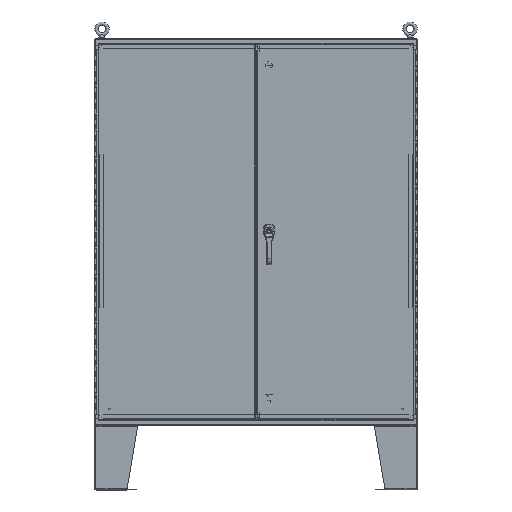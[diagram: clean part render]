
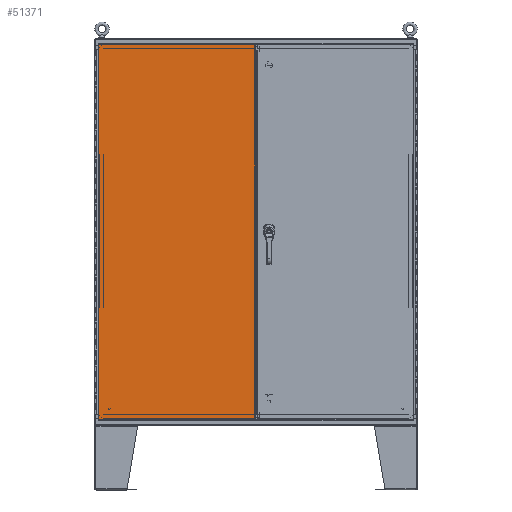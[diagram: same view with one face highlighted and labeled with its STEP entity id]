
A CAD part, top view. The second image highlights one B-rep face of the part: STEP entity #51371.
In plain terms, the highlighted planar face has unit normal (0, 0, 1).
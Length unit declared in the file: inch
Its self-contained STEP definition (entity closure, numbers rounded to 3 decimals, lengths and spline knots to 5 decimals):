
#1400 = EDGE_CURVE ( 'NONE', #3589, #23679, #9431, .T. ) ;
#1812 = ORIENTED_EDGE ( 'NONE', *, *, #76280, .T. ) ;
#1968 = FACE_OUTER_BOUND ( 'NONE', #86651, .T. ) ;
#2383 = LINE ( 'NONE', #15917, #82418 ) ;
#2626 = LINE ( 'NONE', #82314, #38242 ) ;
#3006 = EDGE_CURVE ( 'NONE', #12159, #87192, #45971, .T. ) ;
#3184 = LINE ( 'NONE', #55929, #4259 ) ;
#3589 = VERTEX_POINT ( 'NONE', #62348 ) ;
#4259 = VECTOR ( 'NONE', #62916, 39.37008 ) ;
#5784 = EDGE_CURVE ( 'NONE', #61117, #12159, #32490, .T. ) ;
#6576 = VECTOR ( 'NONE', #63520, 39.37008 ) ;
#6585 = ORIENTED_EDGE ( 'NONE', *, *, #49172, .T. ) ;
#6971 = CARTESIAN_POINT ( 'NONE',  ( 29.74002, 1.84375, 21.16033 ) ) ;
#7218 = ORIENTED_EDGE ( 'NONE', *, *, #23834, .F. ) ;
#7370 = ORIENTED_EDGE ( 'NONE', *, *, #52579, .T. ) ;
#7490 = LINE ( 'NONE', #64427, #74490 ) ;
#9257 = CARTESIAN_POINT ( 'NONE',  ( 29.77147, 35.9688, 21.16033 ) ) ;
#9431 = LINE ( 'NONE', #9257, #71012 ) ;
#9933 = DIRECTION ( 'NONE',  ( 1., 0., 0. ) ) ;
#12159 = VERTEX_POINT ( 'NONE', #74574 ) ;
#13323 = DIRECTION ( 'NONE',  ( 1., 0., 0. ) ) ;
#14111 = ORIENTED_EDGE ( 'NONE', *, *, #1400, .F. ) ;
#15917 = CARTESIAN_POINT ( 'NONE',  ( 15.14647, 70.9376, 21.16033 ) ) ;
#17069 = ORIENTED_EDGE ( 'NONE', *, *, #67250, .F. ) ;
#17191 = VERTEX_POINT ( 'NONE', #42916 ) ;
#17639 = CARTESIAN_POINT ( 'NONE',  ( 29.77147, 70.9376, 21.16033 ) ) ;
#19340 = DIRECTION ( 'NONE',  ( 0., 0., -1. ) ) ;
#19697 = LINE ( 'NONE', #61824, #53217 ) ;
#20074 = CARTESIAN_POINT ( 'NONE',  ( 29.77147, 70.09405, 21.16033 ) ) ;
#23594 = DIRECTION ( 'NONE',  ( 0., -1., 0. ) ) ;
#23679 = VERTEX_POINT ( 'NONE', #65601 ) ;
#23834 = EDGE_CURVE ( 'NONE', #62929, #89155, #2383, .T. ) ;
#24655 = VECTOR ( 'NONE', #80901, 39.37008 ) ;
#26829 = CARTESIAN_POINT ( 'NONE',  ( 29.74002, 1.84375, 21.16033 ) ) ;
#27103 = LINE ( 'NONE', #70412, #6576 ) ;
#29553 = CARTESIAN_POINT ( 'NONE',  ( 29.74002, 70.09385, 21.16033 ) ) ;
#30206 = CARTESIAN_POINT ( 'NONE',  ( 29.74002, 70.09405, 21.16033 ) ) ;
#30259 = DIRECTION ( 'NONE',  ( -1., 0., 0. ) ) ;
#32490 = LINE ( 'NONE', #29553, #69267 ) ;
#32739 = ORIENTED_EDGE ( 'NONE', *, *, #82672, .T. ) ;
#32908 = CARTESIAN_POINT ( 'NONE',  ( 15.14647, 35.9688, 21.16033 ) ) ;
#34405 = EDGE_CURVE ( 'NONE', #17191, #82929, #43680, .T. ) ;
#37290 = VERTEX_POINT ( 'NONE', #81864 ) ;
#38242 = VECTOR ( 'NONE', #68706, 39.37008 ) ;
#38969 = DIRECTION ( 'NONE',  ( 1., 0., 0. ) ) ;
#39224 = LINE ( 'NONE', #6971, #78208 ) ;
#40320 = VERTEX_POINT ( 'NONE', #60193 ) ;
#42916 = CARTESIAN_POINT ( 'NONE',  ( 29.74022, 70.09385, 21.16033 ) ) ;
#43140 = VERTEX_POINT ( 'NONE', #26829 ) ;
#43680 = LINE ( 'NONE', #78862, #62108 ) ;
#45971 = LINE ( 'NONE', #30206, #66541 ) ;
#49172 = EDGE_CURVE ( 'NONE', #40320, #43140, #19697, .T. ) ;
#50115 = DIRECTION ( 'NONE',  ( 1., 0., 0. ) ) ;
#51371 = ADVANCED_FACE ( 'NONE', ( #1968 ), #67694, .F. ) ;
#52502 = CARTESIAN_POINT ( 'NONE',  ( 29.74022, 1.84375, 21.16033 ) ) ;
#52579 = EDGE_CURVE ( 'NONE', #17191, #61117, #7490, .T. ) ;
#53217 = VECTOR ( 'NONE', #88744, 39.37008 ) ;
#53673 = CARTESIAN_POINT ( 'NONE',  ( 0.64642, 35.9688, 21.16033 ) ) ;
#54304 = EDGE_CURVE ( 'NONE', #89155, #87192, #2626, .T. ) ;
#55929 = CARTESIAN_POINT ( 'NONE',  ( 29.77147, 1.84355, 21.16033 ) ) ;
#56922 = ORIENTED_EDGE ( 'NONE', *, *, #5784, .T. ) ;
#56935 = ORIENTED_EDGE ( 'NONE', *, *, #54304, .F. ) ;
#60193 = CARTESIAN_POINT ( 'NONE',  ( 29.74002, 1.84355, 21.16033 ) ) ;
#61117 = VERTEX_POINT ( 'NONE', #71897 ) ;
#61824 = CARTESIAN_POINT ( 'NONE',  ( 29.74002, 1.84355, 21.16033 ) ) ;
#62108 = VECTOR ( 'NONE', #23594, 39.37008 ) ;
#62202 = CARTESIAN_POINT ( 'NONE',  ( 0.64642, 70.9376, 21.16033 ) ) ;
#62348 = CARTESIAN_POINT ( 'NONE',  ( 29.77147, 1.84355, 21.16033 ) ) ;
#62916 = DIRECTION ( 'NONE',  ( -1., 0., 0. ) ) ;
#62929 = VERTEX_POINT ( 'NONE', #62202 ) ;
#63232 = ORIENTED_EDGE ( 'NONE', *, *, #3006, .T. ) ;
#63520 = DIRECTION ( 'NONE',  ( -1., 0., 0. ) ) ;
#64427 = CARTESIAN_POINT ( 'NONE',  ( 29.77147, 70.09385, 21.16033 ) ) ;
#65601 = CARTESIAN_POINT ( 'NONE',  ( 29.77147, 1., 21.16033 ) ) ;
#66541 = VECTOR ( 'NONE', #50115, 39.37008 ) ;
#66890 = ORIENTED_EDGE ( 'NONE', *, *, #74648, .F. ) ;
#67250 = EDGE_CURVE ( 'NONE', #23679, #37290, #27103, .T. ) ;
#67694 = PLANE ( 'NONE',  #75186 ) ;
#67880 = LINE ( 'NONE', #53673, #24655 ) ;
#68706 = DIRECTION ( 'NONE',  ( 0., -1., 0. ) ) ;
#68962 = ORIENTED_EDGE ( 'NONE', *, *, #34405, .F. ) ;
#69267 = VECTOR ( 'NONE', #77900, 39.37008 ) ;
#70412 = CARTESIAN_POINT ( 'NONE',  ( 15.14647, 1., 21.16033 ) ) ;
#71012 = VECTOR ( 'NONE', #78135, 39.37008 ) ;
#71897 = CARTESIAN_POINT ( 'NONE',  ( 29.74002, 70.09385, 21.16033 ) ) ;
#74490 = VECTOR ( 'NONE', #30259, 39.37008 ) ;
#74574 = CARTESIAN_POINT ( 'NONE',  ( 29.74002, 70.09405, 21.16033 ) ) ;
#74648 = EDGE_CURVE ( 'NONE', #37290, #62929, #67880, .T. ) ;
#75186 = AXIS2_PLACEMENT_3D ( 'NONE', #32908, #19340, #38969 ) ;
#76280 = EDGE_CURVE ( 'NONE', #43140, #82929, #39224, .T. ) ;
#77900 = DIRECTION ( 'NONE',  ( 0., 1., 0. ) ) ;
#78135 = DIRECTION ( 'NONE',  ( 0., -1., 0. ) ) ;
#78208 = VECTOR ( 'NONE', #13323, 39.37008 ) ;
#78862 = CARTESIAN_POINT ( 'NONE',  ( 29.74022, 35.9688, 21.16033 ) ) ;
#80901 = DIRECTION ( 'NONE',  ( 0., 1., 0. ) ) ;
#81864 = CARTESIAN_POINT ( 'NONE',  ( 0.64642, 1., 21.16033 ) ) ;
#82314 = CARTESIAN_POINT ( 'NONE',  ( 29.77147, 35.9688, 21.16033 ) ) ;
#82418 = VECTOR ( 'NONE', #9933, 39.37008 ) ;
#82672 = EDGE_CURVE ( 'NONE', #3589, #40320, #3184, .T. ) ;
#82929 = VERTEX_POINT ( 'NONE', #52502 ) ;
#86651 = EDGE_LOOP ( 'NONE', ( #6585, #1812, #68962, #7370, #56922, #63232, #56935, #7218, #66890, #17069, #14111, #32739 ) ) ;
#87192 = VERTEX_POINT ( 'NONE', #20074 ) ;
#88744 = DIRECTION ( 'NONE',  ( 0., 1., 0. ) ) ;
#89155 = VERTEX_POINT ( 'NONE', #17639 ) ;
